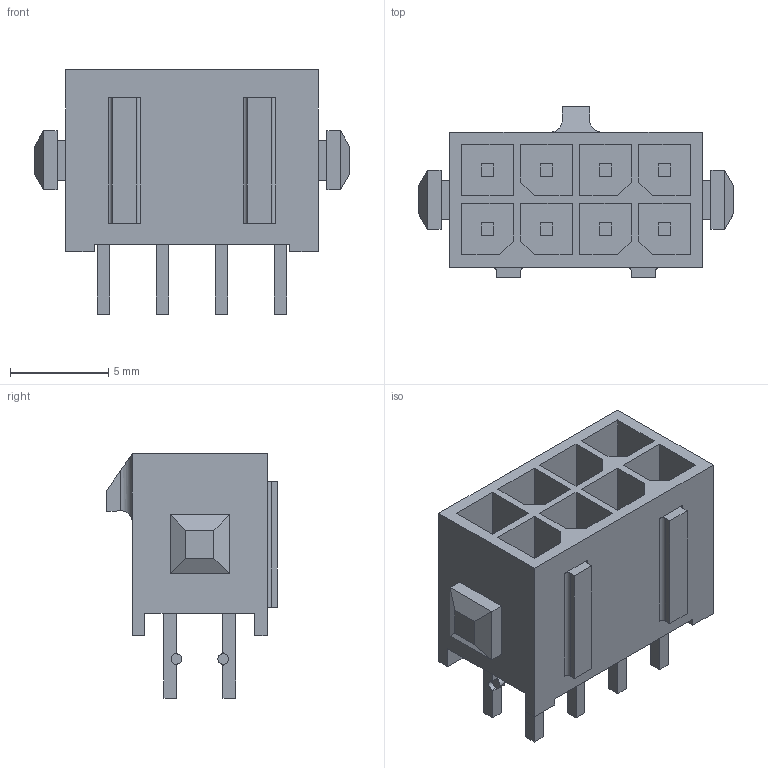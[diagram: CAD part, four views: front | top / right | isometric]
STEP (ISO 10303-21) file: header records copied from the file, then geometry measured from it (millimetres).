
FILE_DESCRIPTION((''),'2;1');
FILE_NAME('TYCO_3-794630-8.stp','2009-11-12T16:19:31',(''),(''),'Mechanical Desktop 2006','Mechanical Desktop 2006',', , ');
FILE_SCHEMA(('AUTOMOTIVE_DESIGN { 1 2 10303 214 0 1 1 1 }'));
Length unit declared in the file: millimetre
Products named in the file (1): Product
Bounding box: 16 x 8.67 x 12.42 mm (x, y, z)
Volume: 452.3 mm3; surface area: 1310.7 mm2
Topology: 17 solids, 17 shells, 267 faces, 651 edges, 436 vertices
Faces by surface type: plane 208, cylinder 31, bspline 28
Entity records: 8142 total; most frequent: CARTESIAN_POINT 1811, ORIENTED_EDGE 1294, DIRECTION 1233, EDGE_CURVE 647, VECTOR 541, LINE 541, VERTEX_POINT 428, AXIS2_PLACEMENT_3D 346
